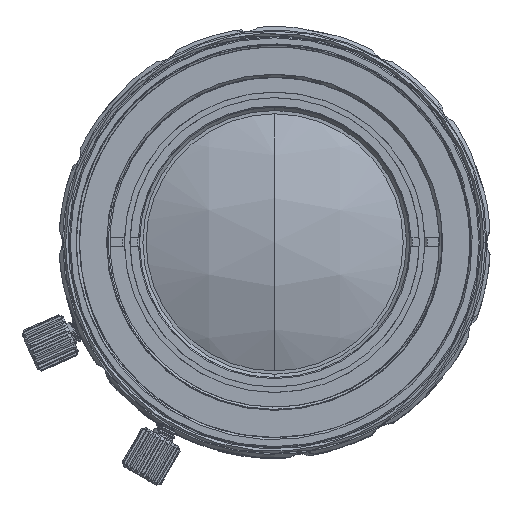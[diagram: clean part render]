
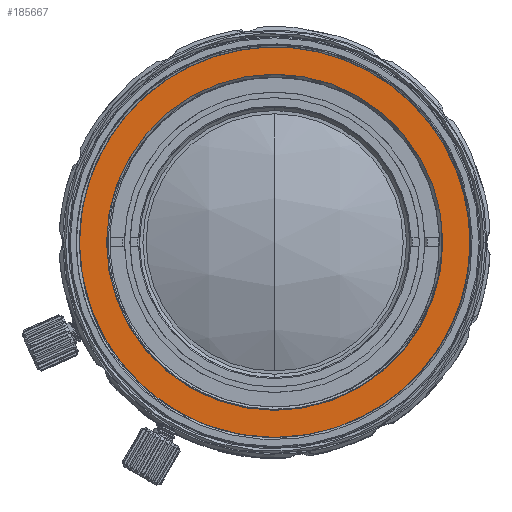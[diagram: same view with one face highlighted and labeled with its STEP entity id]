
A CAD part, top view. The second image highlights one B-rep face of the part: STEP entity #185667.
In plain terms, the highlighted planar face has unit normal (0, 0, 1).
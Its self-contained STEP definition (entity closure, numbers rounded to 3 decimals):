
#6036 = CIRCLE ( 'NONE', #77500, 17.85 ) ;
#6389 = EDGE_CURVE ( 'NONE', #237134, #77192, #73364, .T. ) ;
#14072 = CARTESIAN_POINT ( 'NONE',  ( 15.459, 8.925, 42.47 ) ) ;
#15214 = DIRECTION ( 'NONE',  ( 0.866, 0.5, 0. ) ) ;
#17775 = PLANE ( 'NONE',  #162785 ) ;
#39518 = AXIS2_PLACEMENT_3D ( 'NONE', #236318, #120037, #159994 ) ;
#54429 = CARTESIAN_POINT ( 'NONE',  ( 0., 0., 42.47 ) ) ;
#54945 = FACE_OUTER_BOUND ( 'NONE', #106729, .T. ) ;
#61851 = EDGE_CURVE ( 'NONE', #242144, #160115, #246058, .T. ) ;
#63520 = CARTESIAN_POINT ( 'NONE',  ( -15.459, -8.925, 42.47 ) ) ;
#73364 = CIRCLE ( 'NONE', #39518, 17.85 ) ;
#75395 = CARTESIAN_POINT ( 'NONE',  ( -13.034, -7.525, 42.47 ) ) ;
#75786 = CARTESIAN_POINT ( 'NONE',  ( 0., 0., 42.47 ) ) ;
#76230 = DIRECTION ( 'NONE',  ( 0., 0., -1. ) ) ;
#76289 = CARTESIAN_POINT ( 'NONE',  ( 0., 0., 42.47 ) ) ;
#77192 = VERTEX_POINT ( 'NONE', #14072 ) ;
#77500 = AXIS2_PLACEMENT_3D ( 'NONE', #54429, #151264, #93442 ) ;
#87740 = EDGE_LOOP ( 'NONE', ( #191071, #177157 ) ) ;
#93442 = DIRECTION ( 'NONE',  ( 0.866, 0.5, 0. ) ) ;
#100809 = ORIENTED_EDGE ( 'NONE', *, *, #228013, .F. ) ;
#106729 = EDGE_LOOP ( 'NONE', ( #240341, #100809 ) ) ;
#114098 = DIRECTION ( 'NONE',  ( 0.866, 0.5, 0. ) ) ;
#118775 = FACE_BOUND ( 'NONE', #87740, .T. ) ;
#120037 = DIRECTION ( 'NONE',  ( 0., 0., -1. ) ) ;
#151264 = DIRECTION ( 'NONE',  ( 0., 0., -1. ) ) ;
#151509 = DIRECTION ( 'NONE',  ( 0., 0., -1. ) ) ;
#158489 = AXIS2_PLACEMENT_3D ( 'NONE', #192592, #76230, #15214 ) ;
#159994 = DIRECTION ( 'NONE',  ( 0.866, 0.5, 0. ) ) ;
#160115 = VERTEX_POINT ( 'NONE', #75395 ) ;
#162785 = AXIS2_PLACEMENT_3D ( 'NONE', #76289, #212177, #174826 ) ;
#174826 = DIRECTION ( 'NONE',  ( -0.866, -0.5, 0. ) ) ;
#177157 = ORIENTED_EDGE ( 'NONE', *, *, #245875, .T. ) ;
#178030 = AXIS2_PLACEMENT_3D ( 'NONE', #75786, #151509, #114098 ) ;
#185667 = ADVANCED_FACE ( 'NONE', ( #54945, #118775 ), #17775, .F. ) ;
#186523 = CIRCLE ( 'NONE', #178030, 15.05 ) ;
#191071 = ORIENTED_EDGE ( 'NONE', *, *, #61851, .T. ) ;
#192592 = CARTESIAN_POINT ( 'NONE',  ( 0., 0., 42.47 ) ) ;
#201705 = CARTESIAN_POINT ( 'NONE',  ( 13.034, 7.525, 42.47 ) ) ;
#212177 = DIRECTION ( 'NONE',  ( 0., 0., -1. ) ) ;
#228013 = EDGE_CURVE ( 'NONE', #77192, #237134, #6036, .T. ) ;
#236318 = CARTESIAN_POINT ( 'NONE',  ( 0., 0., 42.47 ) ) ;
#237134 = VERTEX_POINT ( 'NONE', #63520 ) ;
#240341 = ORIENTED_EDGE ( 'NONE', *, *, #6389, .F. ) ;
#242144 = VERTEX_POINT ( 'NONE', #201705 ) ;
#245875 = EDGE_CURVE ( 'NONE', #160115, #242144, #186523, .T. ) ;
#246058 = CIRCLE ( 'NONE', #158489, 15.05 ) ;
